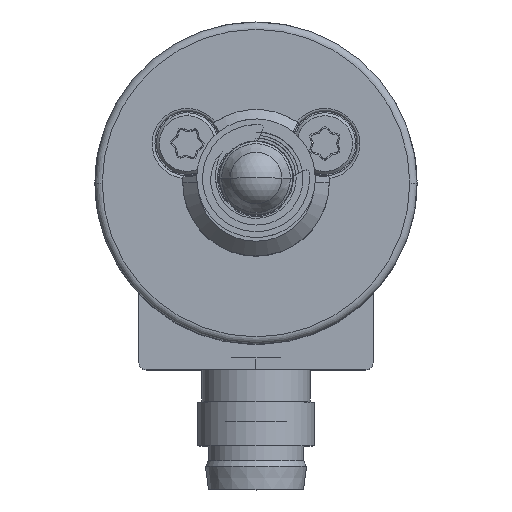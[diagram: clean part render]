
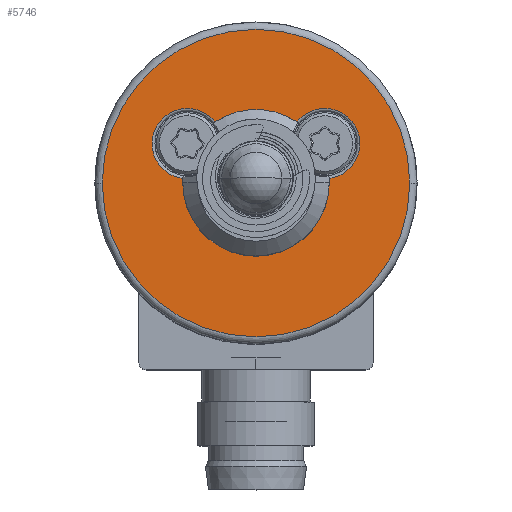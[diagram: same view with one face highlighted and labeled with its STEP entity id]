
A CAD part, top view. The second image highlights one B-rep face of the part: STEP entity #5746.
In plain terms, the highlighted planar face has unit normal (0, 0, 1).
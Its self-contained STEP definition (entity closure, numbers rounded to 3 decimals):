
#56 = EDGE_CURVE ( 'NONE', #2647, #28177, #16718, .T. ) ;
#665 = EDGE_LOOP ( 'NONE', ( #5635, #33179, #25784, #23326, #34873, #27140 ) ) ;
#799 = DIRECTION ( 'NONE',  ( 0., 0., -1. ) ) ;
#2647 = VERTEX_POINT ( 'NONE', #3476 ) ;
#2784 = ORIENTED_EDGE ( 'NONE', *, *, #4171, .T. ) ;
#3271 = DIRECTION ( 'NONE',  ( 0., 0., -1. ) ) ;
#3476 = CARTESIAN_POINT ( 'NONE',  ( 0., 4.8, 136.6 ) ) ;
#4171 = EDGE_CURVE ( 'NONE', #20935, #12693, #14794, .T. ) ;
#4752 = DIRECTION ( 'NONE',  ( 0., 0., 1. ) ) ;
#4795 = EDGE_LOOP ( 'NONE', ( #7040, #2784 ) ) ;
#5033 = DIRECTION ( 'NONE',  ( 0., 0., -1. ) ) ;
#5634 = FACE_BOUND ( 'NONE', #665, .T. ) ;
#5635 = ORIENTED_EDGE ( 'NONE', *, *, #10352, .T. ) ;
#5746 = ADVANCED_FACE ( 'NONE', ( #38480, #5634 ), #13474, .T. ) ;
#7017 = AXIS2_PLACEMENT_3D ( 'NONE', #17873, #39472, #20981 ) ;
#7040 = ORIENTED_EDGE ( 'NONE', *, *, #22810, .T. ) ;
#7400 = DIRECTION ( 'NONE',  ( 0., 0., 1. ) ) ;
#8039 = AXIS2_PLACEMENT_3D ( 'NONE', #29950, #11451, #33036 ) ;
#8154 = EDGE_CURVE ( 'NONE', #37972, #36736, #22869, .T. ) ;
#9402 = EDGE_CURVE ( 'NONE', #28177, #37972, #37677, .T. ) ;
#10352 = EDGE_CURVE ( 'NONE', #22553, #2647, #19001, .T. ) ;
#11371 = CARTESIAN_POINT ( 'NONE',  ( 0., 0., 136.6 ) ) ;
#11451 = DIRECTION ( 'NONE',  ( 0., 0., -1. ) ) ;
#12693 = VERTEX_POINT ( 'NONE', #27988 ) ;
#12908 = AXIS2_PLACEMENT_3D ( 'NONE', #21731, #3271, #24835 ) ;
#13448 = CARTESIAN_POINT ( 'NONE',  ( 0., 0., 136.6 ) ) ;
#13474 = PLANE ( 'NONE',  #35915 ) ;
#14439 = DIRECTION ( 'NONE',  ( 1., 0., 0. ) ) ;
#14794 = CIRCLE ( 'NONE', #38459, 10.5 ) ;
#15947 = CIRCLE ( 'NONE', #12908, 2.4 ) ;
#16571 = DIRECTION ( 'NONE',  ( 0., 1., 0. ) ) ;
#16718 = CIRCLE ( 'NONE', #18915, 4.8 ) ;
#17873 = CARTESIAN_POINT ( 'NONE',  ( 0., 0., 136.6 ) ) ;
#18915 = AXIS2_PLACEMENT_3D ( 'NONE', #13448, #35082, #16571 ) ;
#19001 = CIRCLE ( 'NONE', #7017, 4.8 ) ;
#19260 = CARTESIAN_POINT ( 'NONE',  ( 0., 0., 136.6 ) ) ;
#19359 = CARTESIAN_POINT ( 'NONE',  ( -2.674, 3.986, 136.6 ) ) ;
#20189 = AXIS2_PLACEMENT_3D ( 'NONE', #23527, #5033, #26634 ) ;
#20616 = CARTESIAN_POINT ( 'NONE',  ( 7.1, 2.7, 136.6 ) ) ;
#20935 = VERTEX_POINT ( 'NONE', #22044 ) ;
#20981 = DIRECTION ( 'NONE',  ( 0., 1., 0. ) ) ;
#21731 = CARTESIAN_POINT ( 'NONE',  ( -4.7, 2.7, 136.6 ) ) ;
#22044 = CARTESIAN_POINT ( 'NONE',  ( -10.5, 0., 136.6 ) ) ;
#22382 = DIRECTION ( 'NONE',  ( 0., 1., 0. ) ) ;
#22553 = VERTEX_POINT ( 'NONE', #19359 ) ;
#22810 = EDGE_CURVE ( 'NONE', #12693, #20935, #35187, .T. ) ;
#22869 = CIRCLE ( 'NONE', #20189, 2.4 ) ;
#23238 = CARTESIAN_POINT ( 'NONE',  ( 0., 0., 136.6 ) ) ;
#23326 = ORIENTED_EDGE ( 'NONE', *, *, #8154, .T. ) ;
#23527 = CARTESIAN_POINT ( 'NONE',  ( 4.7, 2.7, 136.6 ) ) ;
#24835 = DIRECTION ( 'NONE',  ( 1., 0., 0. ) ) ;
#25784 = ORIENTED_EDGE ( 'NONE', *, *, #9402, .T. ) ;
#25934 = CARTESIAN_POINT ( 'NONE',  ( 0., 0., 136.6 ) ) ;
#26349 = DIRECTION ( 'NONE',  ( 1., 0., 0. ) ) ;
#26634 = DIRECTION ( 'NONE',  ( 1., 0., 0. ) ) ;
#27140 = ORIENTED_EDGE ( 'NONE', *, *, #37373, .T. ) ;
#27988 = CARTESIAN_POINT ( 'NONE',  ( 10.5, 0., 136.6 ) ) ;
#28177 = VERTEX_POINT ( 'NONE', #28785 ) ;
#28785 = CARTESIAN_POINT ( 'NONE',  ( 2.674, 3.986, 136.6 ) ) ;
#29035 = DIRECTION ( 'NONE',  ( 1., 0., 0. ) ) ;
#29950 = CARTESIAN_POINT ( 'NONE',  ( 4.7, 2.7, 136.6 ) ) ;
#31750 = CARTESIAN_POINT ( 'NONE',  ( -4.791, 0.302, 136.6 ) ) ;
#32397 = EDGE_CURVE ( 'NONE', #36736, #35586, #38945, .T. ) ;
#32637 = CARTESIAN_POINT ( 'NONE',  ( 4.791, 0.302, 136.6 ) ) ;
#32968 = DIRECTION ( 'NONE',  ( 0., 0., 1. ) ) ;
#33036 = DIRECTION ( 'NONE',  ( 1., 0., 0. ) ) ;
#33160 = AXIS2_PLACEMENT_3D ( 'NONE', #19260, #799, #22382 ) ;
#33179 = ORIENTED_EDGE ( 'NONE', *, *, #56, .T. ) ;
#34873 = ORIENTED_EDGE ( 'NONE', *, *, #32397, .T. ) ;
#35082 = DIRECTION ( 'NONE',  ( 0., 0., -1. ) ) ;
#35187 = CIRCLE ( 'NONE', #35984, 10.5 ) ;
#35586 = VERTEX_POINT ( 'NONE', #31750 ) ;
#35915 = AXIS2_PLACEMENT_3D ( 'NONE', #25934, #7400, #29035 ) ;
#35984 = AXIS2_PLACEMENT_3D ( 'NONE', #11371, #32968, #14439 ) ;
#36736 = VERTEX_POINT ( 'NONE', #32637 ) ;
#37373 = EDGE_CURVE ( 'NONE', #35586, #22553, #15947, .T. ) ;
#37677 = CIRCLE ( 'NONE', #8039, 2.4 ) ;
#37972 = VERTEX_POINT ( 'NONE', #20616 ) ;
#38459 = AXIS2_PLACEMENT_3D ( 'NONE', #23238, #4752, #26349 ) ;
#38480 = FACE_OUTER_BOUND ( 'NONE', #4795, .T. ) ;
#38945 = CIRCLE ( 'NONE', #33160, 4.8 ) ;
#39472 = DIRECTION ( 'NONE',  ( 0., 0., -1. ) ) ;
